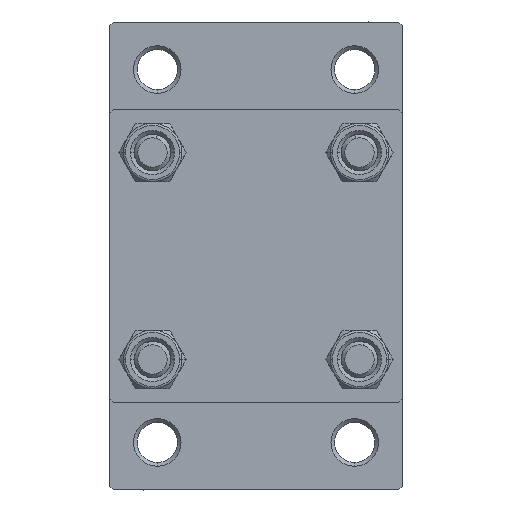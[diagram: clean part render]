
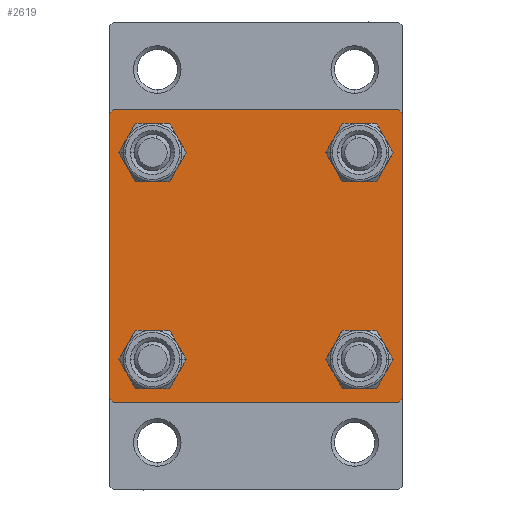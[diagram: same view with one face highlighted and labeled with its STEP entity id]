
A CAD part, left-side view. The second image highlights one B-rep face of the part: STEP entity #2619.
In plain terms, the highlighted planar face has unit normal (-1, 0, 0).
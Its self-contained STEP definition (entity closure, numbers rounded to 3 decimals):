
#204 = DIRECTION ( 'NONE',  ( 0., 0., 1. ) ) ;
#387 = DIRECTION ( 'NONE',  ( 1., 0., 0. ) ) ;
#694 = VERTEX_POINT ( 'NONE', #41373 ) ;
#1131 = ORIENTED_EDGE ( 'NONE', *, *, #7513, .T. ) ;
#1490 = DIRECTION ( 'NONE',  ( 0., -0.707, 0.707 ) ) ;
#1615 = FACE_OUTER_BOUND ( 'NONE', #3043, .T. ) ;
#1679 = EDGE_LOOP ( 'NONE', ( #1131, #21031 ) ) ;
#2178 = LINE ( 'NONE', #10073, #35503 ) ;
#2397 = EDGE_CURVE ( 'NONE', #27816, #20280, #23481, .T. ) ;
#2619 = ADVANCED_FACE ( 'NONE', ( #34403, #31066, #12403, #27015, #1615 ), #45603, .T. ) ;
#2908 = ORIENTED_EDGE ( 'NONE', *, *, #41404, .T. ) ;
#3043 = EDGE_LOOP ( 'NONE', ( #24009, #39659, #3833, #45182, #28125, #43117, #21884, #27241 ) ) ;
#3194 = VECTOR ( 'NONE', #33063, 1000. ) ;
#3499 = DIRECTION ( 'NONE',  ( 1., 0., 0. ) ) ;
#3833 = ORIENTED_EDGE ( 'NONE', *, *, #5155, .T. ) ;
#4341 = DIRECTION ( 'NONE',  ( 0., 0., 1. ) ) ;
#4604 = EDGE_CURVE ( 'NONE', #41716, #43330, #13110, .T. ) ;
#4765 = EDGE_CURVE ( 'NONE', #43946, #694, #14166, .T. ) ;
#4904 = EDGE_CURVE ( 'NONE', #18193, #6616, #27182, .T. ) ;
#5155 = EDGE_CURVE ( 'NONE', #20280, #38874, #6784, .T. ) ;
#5681 = AXIS2_PLACEMENT_3D ( 'NONE', #12871, #20287, #14274 ) ;
#5995 = DIRECTION ( 'NONE',  ( 0., 0.707, -0.707 ) ) ;
#6170 = VERTEX_POINT ( 'NONE', #40792 ) ;
#6555 = CARTESIAN_POINT ( 'NONE',  ( 0., 20., -20. ) ) ;
#6616 = VERTEX_POINT ( 'NONE', #27120 ) ;
#6701 = EDGE_CURVE ( 'NONE', #16245, #11583, #2178, .T. ) ;
#6784 = LINE ( 'NONE', #6555, #22580 ) ;
#6841 = DIRECTION ( 'NONE',  ( 1., 0., 0. ) ) ;
#7347 = ORIENTED_EDGE ( 'NONE', *, *, #37632, .T. ) ;
#7513 = EDGE_CURVE ( 'NONE', #6170, #22661, #14896, .T. ) ;
#7928 = DIRECTION ( 'NONE',  ( 1., 0., 0. ) ) ;
#8431 = CARTESIAN_POINT ( 'NONE',  ( 0., -19.75, -19.75 ) ) ;
#8550 = EDGE_LOOP ( 'NONE', ( #20607, #7347 ) ) ;
#9356 = AXIS2_PLACEMENT_3D ( 'NONE', #13778, #24814, #13313 ) ;
#10020 = CIRCLE ( 'NONE', #36772, 3. ) ;
#10073 = CARTESIAN_POINT ( 'NONE',  ( 0., 19.75, 19.75 ) ) ;
#10541 = CARTESIAN_POINT ( 'NONE',  ( 0., 20., 19.5 ) ) ;
#10596 = DIRECTION ( 'NONE',  ( 0., 0., 1. ) ) ;
#10608 = CARTESIAN_POINT ( 'NONE',  ( 0., -19.5, 20. ) ) ;
#11456 = CARTESIAN_POINT ( 'NONE',  ( 0., -19.75, 19.75 ) ) ;
#11583 = VERTEX_POINT ( 'NONE', #10541 ) ;
#11831 = CARTESIAN_POINT ( 'NONE',  ( 0., -20., 19.5 ) ) ;
#12403 = FACE_BOUND ( 'NONE', #8550, .T. ) ;
#12871 = CARTESIAN_POINT ( 'NONE',  ( 0., 0., 0. ) ) ;
#13005 = EDGE_CURVE ( 'NONE', #38874, #43330, #18982, .T. ) ;
#13110 = LINE ( 'NONE', #23012, #24122 ) ;
#13214 = AXIS2_PLACEMENT_3D ( 'NONE', #13875, #21298, #204 ) ;
#13313 = DIRECTION ( 'NONE',  ( 0., 0., 1. ) ) ;
#13504 = CARTESIAN_POINT ( 'NONE',  ( 0., 14.15, -11.15 ) ) ;
#13778 = CARTESIAN_POINT ( 'NONE',  ( 0., -14.15, -14.15 ) ) ;
#13875 = CARTESIAN_POINT ( 'NONE',  ( 0., -14.15, -14.15 ) ) ;
#13955 = DIRECTION ( 'NONE',  ( 1., 0., 0. ) ) ;
#14166 = CIRCLE ( 'NONE', #30241, 3. ) ;
#14274 = DIRECTION ( 'NONE',  ( 0., 0., 1. ) ) ;
#14524 = CARTESIAN_POINT ( 'NONE',  ( 0., -14.15, 14.15 ) ) ;
#14815 = LINE ( 'NONE', #11456, #46451 ) ;
#14896 = CIRCLE ( 'NONE', #46910, 3. ) ;
#15222 = EDGE_CURVE ( 'NONE', #41716, #39470, #14815, .T. ) ;
#15351 = AXIS2_PLACEMENT_3D ( 'NONE', #32617, #13955, #10596 ) ;
#15638 = VECTOR ( 'NONE', #34459, 1000. ) ;
#16245 = VERTEX_POINT ( 'NONE', #29496 ) ;
#17183 = CARTESIAN_POINT ( 'NONE',  ( 0., 19.5, -20. ) ) ;
#17638 = CARTESIAN_POINT ( 'NONE',  ( 0., -14.15, 14.15 ) ) ;
#18193 = VERTEX_POINT ( 'NONE', #13504 ) ;
#18982 = LINE ( 'NONE', #8431, #23538 ) ;
#19026 = VERTEX_POINT ( 'NONE', #35701 ) ;
#19206 = AXIS2_PLACEMENT_3D ( 'NONE', #17638, #3499, #47016 ) ;
#19506 = EDGE_LOOP ( 'NONE', ( #2908, #44526 ) ) ;
#19882 = CARTESIAN_POINT ( 'NONE',  ( 0., 19.75, -19.75 ) ) ;
#20280 = VERTEX_POINT ( 'NONE', #17183 ) ;
#20287 = DIRECTION ( 'NONE',  ( -1., 0., 0. ) ) ;
#20332 = ORIENTED_EDGE ( 'NONE', *, *, #45313, .T. ) ;
#20607 = ORIENTED_EDGE ( 'NONE', *, *, #4904, .T. ) ;
#21031 = ORIENTED_EDGE ( 'NONE', *, *, #42660, .T. ) ;
#21220 = CARTESIAN_POINT ( 'NONE',  ( 0., 20., 20. ) ) ;
#21298 = DIRECTION ( 'NONE',  ( 1., 0., 0. ) ) ;
#21687 = DIRECTION ( 'NONE',  ( 0., -1., 0. ) ) ;
#21884 = ORIENTED_EDGE ( 'NONE', *, *, #40201, .F. ) ;
#22580 = VECTOR ( 'NONE', #35993, 1000. ) ;
#22661 = VERTEX_POINT ( 'NONE', #37926 ) ;
#23012 = CARTESIAN_POINT ( 'NONE',  ( 0., -20., 20. ) ) ;
#23481 = LINE ( 'NONE', #19882, #15638 ) ;
#23538 = VECTOR ( 'NONE', #1490, 1000. ) ;
#24009 = ORIENTED_EDGE ( 'NONE', *, *, #27447, .T. ) ;
#24122 = VECTOR ( 'NONE', #24609, 1000. ) ;
#24609 = DIRECTION ( 'NONE',  ( 0., 0., -1. ) ) ;
#24814 = DIRECTION ( 'NONE',  ( 1., 0., 0. ) ) ;
#25673 = LINE ( 'NONE', #25906, #3194 ) ;
#25906 = CARTESIAN_POINT ( 'NONE',  ( 0., 20., 20. ) ) ;
#25914 = CARTESIAN_POINT ( 'NONE',  ( 0., 14.15, 14.15 ) ) ;
#26015 = VERTEX_POINT ( 'NONE', #43353 ) ;
#26133 = ORIENTED_EDGE ( 'NONE', *, *, #29168, .T. ) ;
#26505 = CARTESIAN_POINT ( 'NONE',  ( 0., 14.15, -14.15 ) ) ;
#26953 = DIRECTION ( 'NONE',  ( 0., 0.707, 0.707 ) ) ;
#27015 = FACE_BOUND ( 'NONE', #1679, .T. ) ;
#27120 = CARTESIAN_POINT ( 'NONE',  ( 0., 14.15, -17.15 ) ) ;
#27182 = CIRCLE ( 'NONE', #29461, 3. ) ;
#27241 = ORIENTED_EDGE ( 'NONE', *, *, #6701, .T. ) ;
#27447 = EDGE_CURVE ( 'NONE', #11583, #27816, #25673, .T. ) ;
#27816 = VERTEX_POINT ( 'NONE', #35293 ) ;
#28125 = ORIENTED_EDGE ( 'NONE', *, *, #4604, .F. ) ;
#29003 = CIRCLE ( 'NONE', #15351, 3. ) ;
#29062 = CARTESIAN_POINT ( 'NONE',  ( 0., -14.15, 11.15 ) ) ;
#29168 = EDGE_CURVE ( 'NONE', #26015, #19026, #44482, .T. ) ;
#29452 = EDGE_LOOP ( 'NONE', ( #20332, #26133 ) ) ;
#29461 = AXIS2_PLACEMENT_3D ( 'NONE', #26505, #387, #41296 ) ;
#29496 = CARTESIAN_POINT ( 'NONE',  ( 0., 19.5, 20. ) ) ;
#30241 = AXIS2_PLACEMENT_3D ( 'NONE', #14524, #6841, #35808 ) ;
#31066 = FACE_BOUND ( 'NONE', #29452, .T. ) ;
#31395 = VECTOR ( 'NONE', #21687, 1000. ) ;
#31560 = CARTESIAN_POINT ( 'NONE',  ( 0., -19.5, -20. ) ) ;
#32337 = DIRECTION ( 'NONE',  ( 1., 0., 0. ) ) ;
#32617 = CARTESIAN_POINT ( 'NONE',  ( 0., 14.15, -14.15 ) ) ;
#33063 = DIRECTION ( 'NONE',  ( 0., 0., -1. ) ) ;
#33708 = CIRCLE ( 'NONE', #19206, 3. ) ;
#34403 = FACE_BOUND ( 'NONE', #19506, .T. ) ;
#34459 = DIRECTION ( 'NONE',  ( 0., -0.707, -0.707 ) ) ;
#34591 = CIRCLE ( 'NONE', #13214, 3. ) ;
#35293 = CARTESIAN_POINT ( 'NONE',  ( 0., 20., -19.5 ) ) ;
#35503 = VECTOR ( 'NONE', #5995, 1000. ) ;
#35701 = CARTESIAN_POINT ( 'NONE',  ( 0., -14.15, -11.15 ) ) ;
#35808 = DIRECTION ( 'NONE',  ( 0., 0., 1. ) ) ;
#35993 = DIRECTION ( 'NONE',  ( 0., -1., 0. ) ) ;
#36772 = AXIS2_PLACEMENT_3D ( 'NONE', #25914, #7928, #4341 ) ;
#37632 = EDGE_CURVE ( 'NONE', #6616, #18193, #29003, .T. ) ;
#37926 = CARTESIAN_POINT ( 'NONE',  ( 0., 14.15, 11.15 ) ) ;
#38874 = VERTEX_POINT ( 'NONE', #31560 ) ;
#39470 = VERTEX_POINT ( 'NONE', #10608 ) ;
#39500 = CARTESIAN_POINT ( 'NONE',  ( 0., 14.15, 14.15 ) ) ;
#39659 = ORIENTED_EDGE ( 'NONE', *, *, #2397, .T. ) ;
#39963 = DIRECTION ( 'NONE',  ( 0., 0., 1. ) ) ;
#40201 = EDGE_CURVE ( 'NONE', #16245, #39470, #42955, .T. ) ;
#40792 = CARTESIAN_POINT ( 'NONE',  ( 0., 14.15, 17.15 ) ) ;
#41296 = DIRECTION ( 'NONE',  ( 0., 0., 1. ) ) ;
#41373 = CARTESIAN_POINT ( 'NONE',  ( 0., -14.15, 17.15 ) ) ;
#41404 = EDGE_CURVE ( 'NONE', #694, #43946, #33708, .T. ) ;
#41716 = VERTEX_POINT ( 'NONE', #11831 ) ;
#42182 = CARTESIAN_POINT ( 'NONE',  ( 0., -20., -19.5 ) ) ;
#42660 = EDGE_CURVE ( 'NONE', #22661, #6170, #10020, .T. ) ;
#42955 = LINE ( 'NONE', #21220, #31395 ) ;
#43117 = ORIENTED_EDGE ( 'NONE', *, *, #15222, .T. ) ;
#43330 = VERTEX_POINT ( 'NONE', #42182 ) ;
#43353 = CARTESIAN_POINT ( 'NONE',  ( 0., -14.15, -17.15 ) ) ;
#43946 = VERTEX_POINT ( 'NONE', #29062 ) ;
#44482 = CIRCLE ( 'NONE', #9356, 3. ) ;
#44526 = ORIENTED_EDGE ( 'NONE', *, *, #4765, .T. ) ;
#45182 = ORIENTED_EDGE ( 'NONE', *, *, #13005, .T. ) ;
#45313 = EDGE_CURVE ( 'NONE', #19026, #26015, #34591, .T. ) ;
#45603 = PLANE ( 'NONE',  #5681 ) ;
#46451 = VECTOR ( 'NONE', #26953, 1000. ) ;
#46910 = AXIS2_PLACEMENT_3D ( 'NONE', #39500, #32337, #39963 ) ;
#47016 = DIRECTION ( 'NONE',  ( 0., 0., 1. ) ) ;
